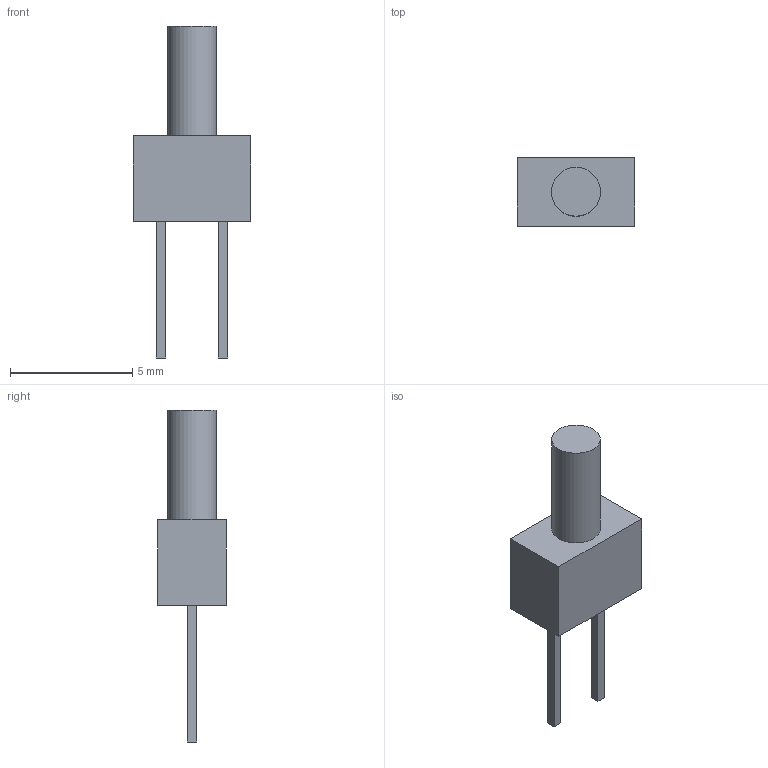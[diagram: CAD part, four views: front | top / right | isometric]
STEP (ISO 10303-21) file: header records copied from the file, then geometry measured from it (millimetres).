
FILE_DESCRIPTION(('FreeCAD Model'),'2;1');
FILE_NAME('LED_D2.0mm_W4.0mm_H2.8mm_FlatTop.step','2017-11-25T21:37:03',( 'kicad StepUp'),('ksu MCAD'),'Open CASCADE STEP processor 6.8', 'FreeCAD','Unknown');
FILE_SCHEMA(('AUTOMOTIVE_DESIGN_CC2 { 1 2 10303 214 -1 1 5 4 }'));
Length unit declared in the file: millimetre
Products named in the file (1): LED_D2.0mm_W4.0mm_H2.8mm_FlatTop
Bounding box: 4.8 x 2.8 x 13.6 mm (x, y, z)
Volume: 63 mm3; surface area: 126.3 mm2
Topology: 1 solids, 1 shells, 18 faces, 39 edges, 26 vertices
Faces by surface type: plane 17, cylinder 1
Full cylindrical faces by diameter (mm): 2 x1
Entity records: 369 total; most frequent: ORIENTED_EDGE 55, CARTESIAN_POINT 45, EDGE_CURVE 39, LINE 37, VERTEX_POINT 26, FACE_BOUND 21, EDGE_LOOP 21, AXIS2_PLACEMENT_3D 19
